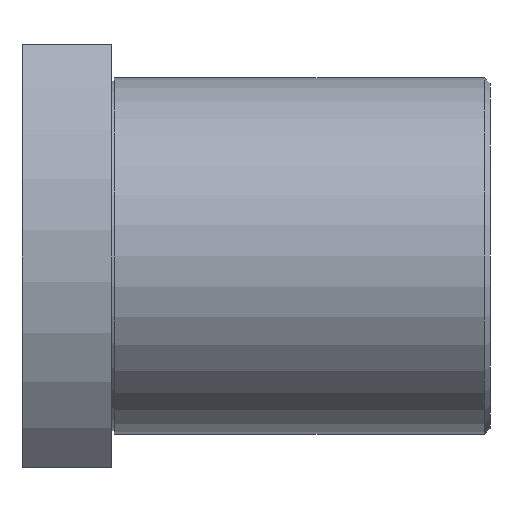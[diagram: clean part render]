
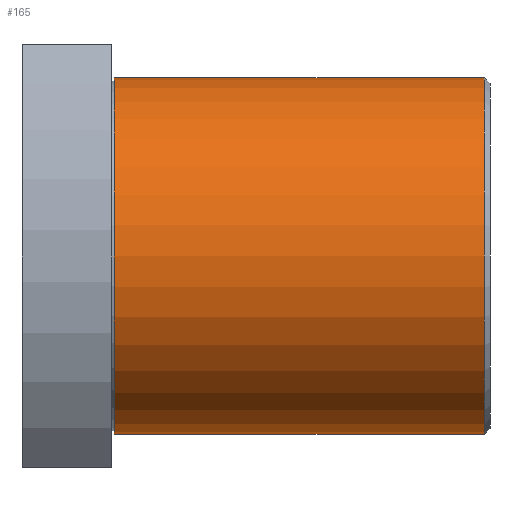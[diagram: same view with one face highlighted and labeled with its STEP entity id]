
A CAD part, front view. The second image highlights one B-rep face of the part: STEP entity #165.
In plain terms, the highlighted cylindrical face has radius 16 mm (diameter 32 mm), a full revolution.
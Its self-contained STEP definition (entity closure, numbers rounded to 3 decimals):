
#42 = ORIENTED_EDGE ( 'NONE', *, *, #620, .T. ) ;
#83 = CYLINDRICAL_SURFACE ( 'NONE', #640, 16. ) ;
#95 = FACE_OUTER_BOUND ( 'NONE', #196, .T. ) ;
#96 = CIRCLE ( 'NONE', #580, 16. ) ;
#105 = FACE_OUTER_BOUND ( 'NONE', #236, .T. ) ;
#151 = ORIENTED_EDGE ( 'NONE', *, *, #635, .T. ) ;
#165 = ADVANCED_FACE ( 'NONE', ( #105, #95 ), #83, .T. ) ;
#196 = EDGE_LOOP ( 'NONE', ( #151 ) ) ;
#236 = EDGE_LOOP ( 'NONE', ( #42 ) ) ;
#290 = CARTESIAN_POINT ( 'NONE',  ( -20.076, 0., 0. ) ) ;
#311 = DIRECTION ( 'NONE',  ( -1., 0., 0. ) ) ;
#317 = DIRECTION ( 'NONE',  ( 0., 0., 1. ) ) ;
#416 = CARTESIAN_POINT ( 'NONE',  ( 41.5, 0., 0. ) ) ;
#423 = DIRECTION ( 'NONE',  ( -1., 0., 0. ) ) ;
#424 = DIRECTION ( 'NONE',  ( 0., 0., 1. ) ) ;
#457 = CARTESIAN_POINT ( 'NONE',  ( 8.3, 0., 0. ) ) ;
#464 = DIRECTION ( 'NONE',  ( 1., 0., 0. ) ) ;
#465 = DIRECTION ( 'NONE',  ( 0., 0., -1. ) ) ;
#495 = VERTEX_POINT ( 'NONE', #496 ) ;
#496 = CARTESIAN_POINT ( 'NONE',  ( 41.5, 0., 16. ) ) ;
#517 = VERTEX_POINT ( 'NONE', #518 ) ;
#518 = CARTESIAN_POINT ( 'NONE',  ( 8.3, 0., -16. ) ) ;
#580 = AXIS2_PLACEMENT_3D ( 'NONE', #416, #423, #424 ) ;
#591 = AXIS2_PLACEMENT_3D ( 'NONE', #457, #464, #465 ) ;
#620 = EDGE_CURVE ( 'NONE', #495, #495, #96, .T. ) ;
#635 = EDGE_CURVE ( 'NONE', #517, #517, #697, .T. ) ;
#640 = AXIS2_PLACEMENT_3D ( 'NONE', #290, #311, #317 ) ;
#697 = CIRCLE ( 'NONE', #591, 16. ) ;
